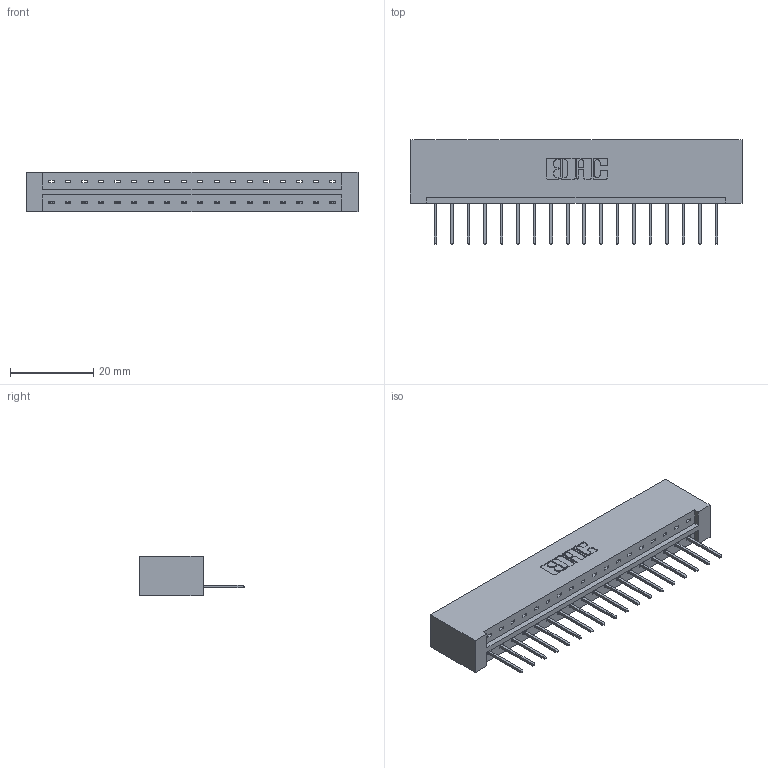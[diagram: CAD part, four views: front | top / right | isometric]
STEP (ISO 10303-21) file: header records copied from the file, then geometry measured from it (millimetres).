
FILE_DESCRIPTION (( 'STEP AP203' ), '1' );
FILE_NAME ('833-018-523-101.STEP', '2020-05-31T21:26:05', ( '' ), ( '' ), 'SwSTEP 2.0', 'SolidWorks 2020', '' );
FILE_SCHEMA (( 'CONFIG_CONTROL_DESIGN' ));
Length unit declared in the file: inch
Products named in the file (3): 833 Part_Lugless; 345-292-001_345-293-123; 833-018-523-101
Assembly tree (19 placements, depth 2):
  833-018-523-101
    833 Part_Lugless
    345-292-001_345-293-123  x18
Bounding box: 79.58 x 25.15 x 9.4 mm (x, y, z)
Volume: 8407.2 mm3; surface area: 8914.3 mm2
Topology: 19 solids, 19 shells, 1150 faces, 3455 edges, 2278 vertices
Faces by surface type: plane 822, cylinder 328
Entity records: 13849 total; most frequent: CARTESIAN_POINT 2400, ORIENTED_EDGE 2354, DIRECTION 2065, EDGE_CURVE 1177, LINE 1057, VECTOR 1057, VERTEX_POINT 782, AXIS2_PLACEMENT_3D 504
